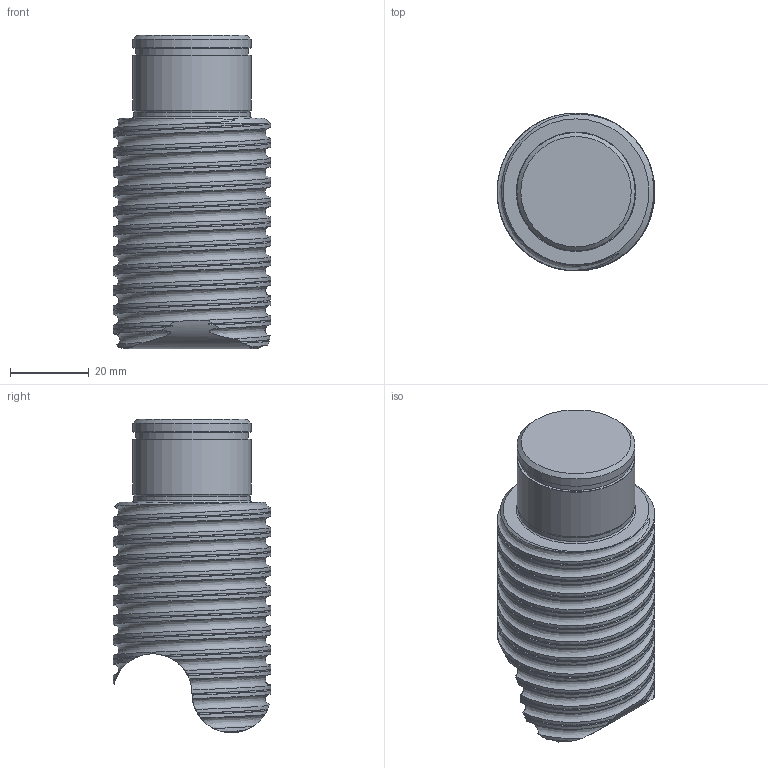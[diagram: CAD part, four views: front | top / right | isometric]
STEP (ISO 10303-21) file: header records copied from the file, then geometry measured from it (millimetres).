
FILE_DESCRIPTION(/* description */ ('Alibre Inc.'),/* implementation_level */ '2;1');
FILE_NAME(/* name */ 'export-253EFEDB-FE57-4083-961C-9FBE84AF5A7C',/* time_stamp */ '2025-01-11T17:34:13+01:00',/* author */ (''),/* organization */ (''),/* preprocessor_version */ 'ST-DEVELOPER v17',/* originating_system */ 'Alibre',/* authorisation */ '');
FILE_SCHEMA (('AUTOMOTIVE_DESIGN'));
Length unit declared in the file: millimetre
Bounding box: 40 x 40 x 79.5 mm (x, y, z)
Volume: 71696.7 mm3; surface area: 13201.8 mm2
Topology: 2 solids, 2 shells, 61 faces, 158 edges, 104 vertices
Faces by surface type: bspline 26, cylinder 25, cone 5, plane 4, torus 1
Full cylindrical faces by diameter (mm): 28.6 x1, 29.5 x1, 30 x2
Entity records: 60888 total; most frequent: CARTESIAN_POINT 59873, ORIENTED_EDGE 292, EDGE_CURVE 146, VERTEX_POINT 102, B_SPLINE_CURVE_WITH_KNOTS 92, EDGE_LOOP 74, FACE_BOUND 74, ADVANCED_FACE 61
